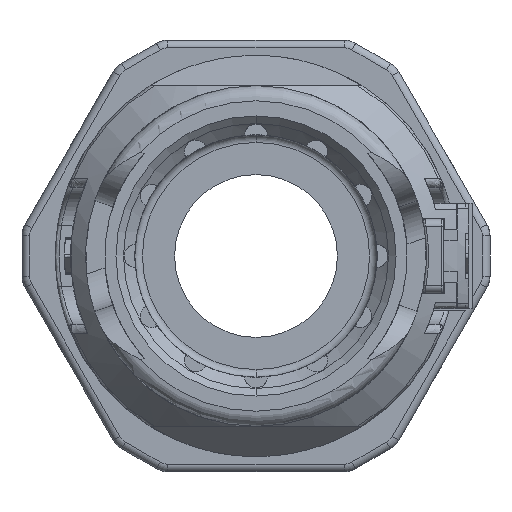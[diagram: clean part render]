
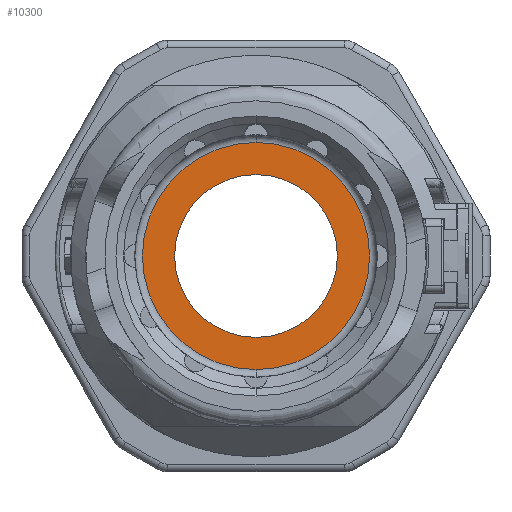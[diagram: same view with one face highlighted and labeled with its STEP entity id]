
A CAD part, front view. The second image highlights one B-rep face of the part: STEP entity #10300.
In plain terms, the highlighted planar face has unit normal (0, -1, 0).
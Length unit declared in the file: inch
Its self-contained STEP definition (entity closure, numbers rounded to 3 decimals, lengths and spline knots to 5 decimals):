
#16=CARTESIAN_POINT('',(0.,0.,0.));
#17=DIRECTION('',(0.,1.,0.));
#18=DIRECTION('',(0.,0.,1.));
#19=AXIS2_PLACEMENT_3D('',#16,#17,#18);
#21=CARTESIAN_POINT('',(0.,0.,0.));
#22=DIRECTION('',(0.,1.,0.));
#23=DIRECTION('',(0.,0.,-1.));
#24=AXIS2_PLACEMENT_3D('',#21,#22,#23);
#31=CARTESIAN_POINT('',(0.,0.,0.));
#32=DIRECTION('',(0.,1.,0.));
#33=DIRECTION('',(0.,0.,1.));
#34=AXIS2_PLACEMENT_3D('',#31,#32,#33);
#62=CARTESIAN_POINT('',(0.,0.,0.));
#63=DIRECTION('',(0.,-1.,0.));
#64=DIRECTION('',(0.,0.,1.));
#65=AXIS2_PLACEMENT_3D('',#62,#63,#64);
#9283=CARTESIAN_POINT('',(0.,0.,0.59055));
#9284=CARTESIAN_POINT('',(0.,0.,-0.59055));
#9285=VERTEX_POINT('',#9283);
#9286=VERTEX_POINT('',#9284);
#10022=CARTESIAN_POINT('',(0.,0.,0.42323));
#10023=CARTESIAN_POINT('',(0.,0.,-0.42323));
#10024=VERTEX_POINT('',#10022);
#10025=VERTEX_POINT('',#10023);
#10283=CARTESIAN_POINT('',(0.,0.,0.));
#10284=DIRECTION('',(0.,1.,0.));
#10285=DIRECTION('',(1.,0.,0.));
#10286=AXIS2_PLACEMENT_3D('',#10283,#10284,#10285);
#10287=PLANE('',#10286);
#10289=ORIENTED_EDGE('',*,*,#10288,.T.);
#10291=ORIENTED_EDGE('',*,*,#10290,.T.);
#10292=EDGE_LOOP('',(#10289,#10291));
#10293=FACE_OUTER_BOUND('',#10292,.F.);
#10295=ORIENTED_EDGE('',*,*,#10294,.F.);
#10297=ORIENTED_EDGE('',*,*,#10296,.T.);
#10298=EDGE_LOOP('',(#10295,#10297));
#10299=FACE_BOUND('',#10298,.F.);
#10300=ADVANCED_FACE('',(#10293,#10299),#10287,.F.);
#20=CIRCLE('',#19,0.59055);
#25=CIRCLE('',#24,0.59055);
#35=CIRCLE('',#34,0.42323);
#66=CIRCLE('',#65,0.42323);
#10288=EDGE_CURVE('',#9285,#9286,#20,.T.);
#10290=EDGE_CURVE('',#9286,#9285,#25,.T.);
#10294=EDGE_CURVE('',#10024,#10025,#35,.T.);
#10296=EDGE_CURVE('',#10024,#10025,#66,.T.);
